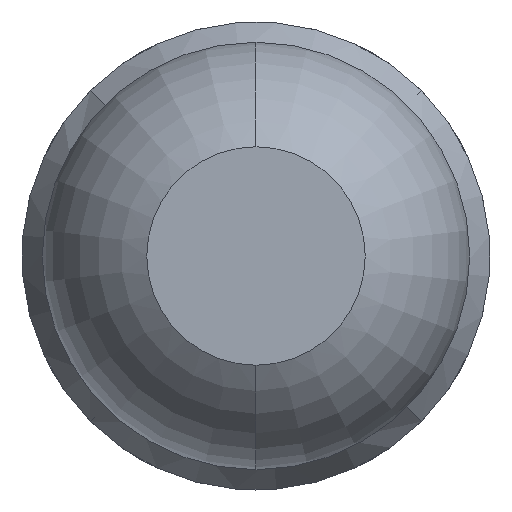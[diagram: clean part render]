
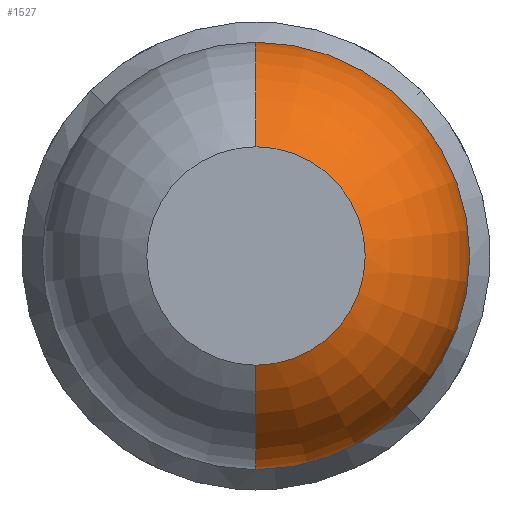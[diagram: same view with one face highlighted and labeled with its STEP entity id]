
A CAD part, front view. The second image highlights one B-rep face of the part: STEP entity #1527.
In plain terms, the highlighted toroidal (fillet/blend) face has major radius 0.035 mm and minor radius 0.65 mm.
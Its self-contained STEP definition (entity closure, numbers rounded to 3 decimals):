
#67 = ORIENTED_EDGE ( 'NONE', *, *, #3716, .F. ) ;
#74 = CIRCLE ( 'NONE', #3596, 0.35 ) ;
#119 = ORIENTED_EDGE ( 'NONE', *, *, #284, .T. ) ;
#284 = EDGE_CURVE ( 'Defeature ausgef�hrt1_4+Defeature ausgef�hrt1_5+Defeature ausgef�hrt1_5+Defeature ausgef�hrt1_5', #2416, #2207, #1160, .T. ) ;
#545 = AXIS2_PLACEMENT_3D ( 'NONE', #1504, #3699, #876 ) ;
#614 = VERTEX_POINT ( 'NONE', #1802 ) ;
#790 = AXIS2_PLACEMENT_3D ( 'NONE', #1955, #1968, #1936 ) ;
#815 = EDGE_CURVE ( 'NONE', #2207, #614, #1423, .T. ) ;
#876 = DIRECTION ( 'NONE',  ( 0., 0., -1. ) ) ;
#927 = DIRECTION ( 'NONE',  ( 1., 0., 0. ) ) ;
#1105 = ORIENTED_EDGE ( 'NONE', *, *, #815, .T. ) ;
#1129 = FACE_OUTER_BOUND ( 'NONE', #3224, .T. ) ;
#1160 = CIRCLE ( 'NONE', #1571, 0.685 ) ;
#1378 = DIRECTION ( 'NONE',  ( 0., -1., 0. ) ) ;
#1423 = CIRCLE ( 'NONE', #3567, 0.65 ) ;
#1504 = CARTESIAN_POINT ( 'NONE',  ( 0., -24.431, 0. ) ) ;
#1527 = ADVANCED_FACE ( 'Defeature ausgef�hrt1_4', ( #1129 ), #1844, .T. ) ;
#1571 = AXIS2_PLACEMENT_3D ( 'NONE', #2782, #2499, #2474 ) ;
#1574 = CIRCLE ( 'NONE', #790, 0.65 ) ;
#1703 = CARTESIAN_POINT ( 'NONE',  ( 0., -25., 0. ) ) ;
#1802 = CARTESIAN_POINT ( 'NONE',  ( 0., -25., 0.35 ) ) ;
#1844 = TOROIDAL_SURFACE ( 'NONE', #545, 0.035, 0.65 ) ;
#1936 = DIRECTION ( 'NONE',  ( 0., 0., 1. ) ) ;
#1955 = CARTESIAN_POINT ( 'NONE',  ( 0., -24.431, -0.035 ) ) ;
#1968 = DIRECTION ( 'NONE',  ( -1., 0., 0. ) ) ;
#2010 = DIRECTION ( 'NONE',  ( 0., 0., -1. ) ) ;
#2199 = CARTESIAN_POINT ( 'NONE',  ( 0., -24.431, -0.685 ) ) ;
#2207 = VERTEX_POINT ( 'NONE', #3578 ) ;
#2416 = VERTEX_POINT ( 'NONE', #2199 ) ;
#2474 = DIRECTION ( 'NONE',  ( 0., 0., -1. ) ) ;
#2499 = DIRECTION ( 'NONE',  ( 0., -1., 0. ) ) ;
#2782 = CARTESIAN_POINT ( 'NONE',  ( 0., -24.431, 0. ) ) ;
#3080 = VERTEX_POINT ( 'NONE', #3619 ) ;
#3224 = EDGE_LOOP ( 'NONE', ( #119, #1105, #67, #3455 ) ) ;
#3455 = ORIENTED_EDGE ( 'NONE', *, *, #4056, .F. ) ;
#3567 = AXIS2_PLACEMENT_3D ( 'NONE', #4088, #927, #4102 ) ;
#3578 = CARTESIAN_POINT ( 'NONE',  ( 0., -24.431, 0.685 ) ) ;
#3596 = AXIS2_PLACEMENT_3D ( 'NONE', #1703, #1378, #2010 ) ;
#3619 = CARTESIAN_POINT ( 'NONE',  ( 0., -25., -0.35 ) ) ;
#3699 = DIRECTION ( 'NONE',  ( 0., -1., 0. ) ) ;
#3716 = EDGE_CURVE ( 'Defeature ausgef�hrt1_18+Defeature ausgef�hrt1_4+Defeature ausgef�hrt1_4+Defeature ausgef�hrt1_4', #3080, #614, #74, .T. ) ;
#4056 = EDGE_CURVE ( 'NONE', #2416, #3080, #1574, .T. ) ;
#4088 = CARTESIAN_POINT ( 'NONE',  ( 0., -24.431, 0.035 ) ) ;
#4102 = DIRECTION ( 'NONE',  ( 0., 0., -1. ) ) ;
